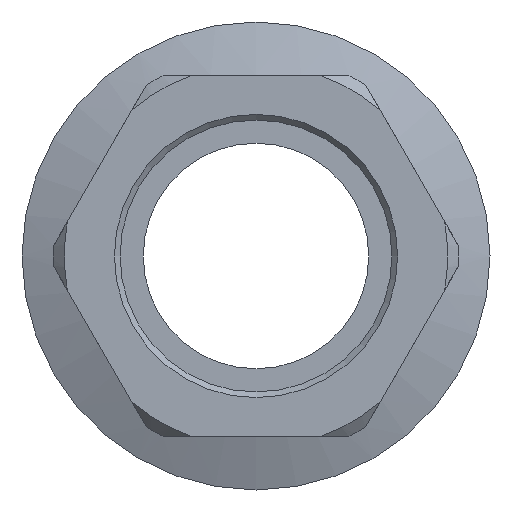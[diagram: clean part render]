
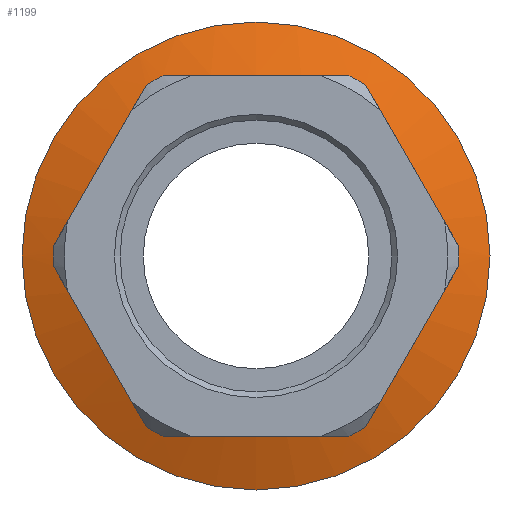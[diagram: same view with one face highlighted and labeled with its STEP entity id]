
A CAD part, front view. The second image highlights one B-rep face of the part: STEP entity #1199.
In plain terms, the highlighted conical face has half-angle 70 degrees and reference radius 20.75 mm.
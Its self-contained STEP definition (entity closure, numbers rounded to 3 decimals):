
#34=B_SPLINE_CURVE_WITH_KNOTS('',3,(#1768,#1769,#1770,#1771,#1772),
 .UNSPECIFIED.,.F.,.F.,(4,1,4),(0.,0.008,
0.016),.UNSPECIFIED.);
#36=B_SPLINE_CURVE_WITH_KNOTS('',3,(#1778,#1779,#1780,#1781,#1782),
 .UNSPECIFIED.,.F.,.F.,(4,1,4),(0.,0.008,
0.016),.UNSPECIFIED.);
#39=B_SPLINE_CURVE_WITH_KNOTS('',3,(#1792,#1793,#1794,#1795,#1796),
 .UNSPECIFIED.,.F.,.F.,(4,1,4),(0.,0.008,
0.016),.UNSPECIFIED.);
#42=B_SPLINE_CURVE_WITH_KNOTS('',3,(#1806,#1807,#1808,#1809,#1810),
 .UNSPECIFIED.,.F.,.F.,(4,1,4),(0.,0.008,
0.016),.UNSPECIFIED.);
#45=B_SPLINE_CURVE_WITH_KNOTS('',3,(#1820,#1821,#1822,#1823,#1824),
 .UNSPECIFIED.,.F.,.F.,(4,1,4),(0.,0.008,
0.016),.UNSPECIFIED.);
#48=B_SPLINE_CURVE_WITH_KNOTS('',3,(#1834,#1835,#1836,#1837,#1838),
 .UNSPECIFIED.,.F.,.F.,(4,1,4),(0.,0.008,
0.016),.UNSPECIFIED.);
#71=CONICAL_SURFACE('',#1302,20.75,1.222);
#388=ORIENTED_EDGE('',*,*,#502,.F.);
#389=ORIENTED_EDGE('',*,*,#463,.F.);
#390=ORIENTED_EDGE('',*,*,#499,.F.);
#391=ORIENTED_EDGE('',*,*,#467,.F.);
#392=ORIENTED_EDGE('',*,*,#496,.F.);
#393=ORIENTED_EDGE('',*,*,#471,.F.);
#394=ORIENTED_EDGE('',*,*,#493,.F.);
#395=ORIENTED_EDGE('',*,*,#475,.F.);
#396=ORIENTED_EDGE('',*,*,#491,.F.);
#397=ORIENTED_EDGE('',*,*,#455,.F.);
#398=ORIENTED_EDGE('',*,*,#505,.F.);
#399=ORIENTED_EDGE('',*,*,#459,.F.);
#400=ORIENTED_EDGE('',*,*,#401,.F.);
#401=EDGE_CURVE('',#521,#521,#605,.T.);
#455=EDGE_CURVE('',#563,#561,#627,.F.);
#459=EDGE_CURVE('',#567,#565,#629,.F.);
#463=EDGE_CURVE('',#571,#569,#631,.F.);
#467=EDGE_CURVE('',#575,#573,#633,.F.);
#471=EDGE_CURVE('',#579,#577,#635,.F.);
#475=EDGE_CURVE('',#583,#581,#637,.F.);
#491=EDGE_CURVE('',#561,#583,#34,.T.);
#493=EDGE_CURVE('',#581,#579,#36,.T.);
#496=EDGE_CURVE('',#577,#575,#39,.T.);
#499=EDGE_CURVE('',#573,#571,#42,.T.);
#502=EDGE_CURVE('',#569,#567,#45,.T.);
#505=EDGE_CURVE('',#565,#563,#48,.T.);
#521=VERTEX_POINT('',#1540);
#561=VERTEX_POINT('',#1681);
#563=VERTEX_POINT('',#1685);
#565=VERTEX_POINT('',#1690);
#567=VERTEX_POINT('',#1694);
#569=VERTEX_POINT('',#1699);
#571=VERTEX_POINT('',#1703);
#573=VERTEX_POINT('',#1708);
#575=VERTEX_POINT('',#1712);
#577=VERTEX_POINT('',#1717);
#579=VERTEX_POINT('',#1721);
#581=VERTEX_POINT('',#1726);
#583=VERTEX_POINT('',#1730);
#605=CIRCLE('',#1206,20.75);
#627=CIRCLE('',#1242,18.);
#629=CIRCLE('',#1245,18.);
#631=CIRCLE('',#1248,18.);
#633=CIRCLE('',#1251,18.);
#635=CIRCLE('',#1254,18.);
#637=CIRCLE('',#1257,18.);
#715=EDGE_LOOP('',(#388,#389,#390,#391,#392,#393,#394,#395,#396,#397,#398,
#399));
#716=EDGE_LOOP('',(#400));
#779=FACE_BOUND('',#715,.T.);
#780=FACE_BOUND('',#716,.T.);
#1199=ADVANCED_FACE('',(#779,#780),#71,.T.);
#1206=AXIS2_PLACEMENT_3D('',#1539,#1307,#1308);
#1242=AXIS2_PLACEMENT_3D('',#1686,#1399,#1400);
#1245=AXIS2_PLACEMENT_3D('',#1695,#1407,#1408);
#1248=AXIS2_PLACEMENT_3D('',#1704,#1415,#1416);
#1251=AXIS2_PLACEMENT_3D('',#1713,#1423,#1424);
#1254=AXIS2_PLACEMENT_3D('',#1722,#1431,#1432);
#1257=AXIS2_PLACEMENT_3D('',#1731,#1439,#1440);
#1302=AXIS2_PLACEMENT_3D('',#1911,#1535,#1536);
#1307=DIRECTION('',(0.,1.,0.));
#1308=DIRECTION('',(0.,0.,1.));
#1399=DIRECTION('',(0.,1.,0.));
#1400=DIRECTION('',(0.,0.,1.));
#1407=DIRECTION('',(0.,1.,0.));
#1408=DIRECTION('',(0.,0.,1.));
#1415=DIRECTION('',(0.,1.,0.));
#1416=DIRECTION('',(0.,0.,1.));
#1423=DIRECTION('',(0.,1.,0.));
#1424=DIRECTION('',(0.,0.,1.));
#1431=DIRECTION('',(0.,1.,0.));
#1432=DIRECTION('',(0.,0.,1.));
#1439=DIRECTION('',(0.,1.,0.));
#1440=DIRECTION('',(0.,0.,1.));
#1535=DIRECTION('',(0.,1.,0.));
#1536=DIRECTION('',(0.,0.,1.));
#1539=CARTESIAN_POINT('',(0.,-15.5,0.));
#1540=CARTESIAN_POINT('',(0.,-15.5,20.75));
#1681=CARTESIAN_POINT('',(-9.733,-16.501,15.141));
#1685=CARTESIAN_POINT('',(-8.246,-16.501,16.));
#1686=CARTESIAN_POINT('',(0.,-16.501,0.));
#1690=CARTESIAN_POINT('',(8.246,-16.501,16.));
#1694=CARTESIAN_POINT('',(9.733,-16.501,15.141));
#1695=CARTESIAN_POINT('',(0.,-16.501,0.));
#1699=CARTESIAN_POINT('',(17.98,-16.501,0.859));
#1703=CARTESIAN_POINT('',(17.98,-16.501,-0.859));
#1704=CARTESIAN_POINT('',(0.,-16.501,0.));
#1708=CARTESIAN_POINT('',(9.733,-16.501,-15.141));
#1712=CARTESIAN_POINT('',(8.246,-16.501,-16.));
#1713=CARTESIAN_POINT('',(0.,-16.501,0.));
#1717=CARTESIAN_POINT('',(-8.246,-16.501,-16.));
#1721=CARTESIAN_POINT('',(-9.733,-16.501,-15.141));
#1722=CARTESIAN_POINT('',(0.,-16.501,0.));
#1726=CARTESIAN_POINT('',(-17.98,-16.501,-0.859));
#1730=CARTESIAN_POINT('',(-17.98,-16.501,0.859));
#1731=CARTESIAN_POINT('',(0.,-16.501,0.));
#1768=CARTESIAN_POINT('',(-9.733,-16.501,15.141));
#1769=CARTESIAN_POINT('',(-11.108,-16.959,12.761));
#1770=CARTESIAN_POINT('',(-13.856,-17.498,8.));
#1771=CARTESIAN_POINT('',(-16.605,-16.959,3.239));
#1772=CARTESIAN_POINT('',(-17.98,-16.501,0.859));
#1778=CARTESIAN_POINT('',(-17.98,-16.501,-0.859));
#1779=CARTESIAN_POINT('',(-16.605,-16.959,-3.239));
#1780=CARTESIAN_POINT('',(-13.856,-17.498,-8.));
#1781=CARTESIAN_POINT('',(-11.108,-16.959,-12.761));
#1782=CARTESIAN_POINT('',(-9.733,-16.501,-15.141));
#1792=CARTESIAN_POINT('',(-8.246,-16.501,-16.));
#1793=CARTESIAN_POINT('',(-5.497,-16.959,-16.));
#1794=CARTESIAN_POINT('',(0.,-17.498,-16.));
#1795=CARTESIAN_POINT('',(5.497,-16.959,-16.));
#1796=CARTESIAN_POINT('',(8.246,-16.501,-16.));
#1806=CARTESIAN_POINT('',(9.733,-16.501,-15.141));
#1807=CARTESIAN_POINT('',(11.108,-16.959,-12.761));
#1808=CARTESIAN_POINT('',(13.856,-17.498,-8.));
#1809=CARTESIAN_POINT('',(16.605,-16.959,-3.239));
#1810=CARTESIAN_POINT('',(17.98,-16.501,-0.859));
#1820=CARTESIAN_POINT('',(17.98,-16.501,0.859));
#1821=CARTESIAN_POINT('',(16.605,-16.959,3.239));
#1822=CARTESIAN_POINT('',(13.856,-17.498,8.));
#1823=CARTESIAN_POINT('',(11.108,-16.959,12.761));
#1824=CARTESIAN_POINT('',(9.733,-16.501,15.141));
#1834=CARTESIAN_POINT('',(8.246,-16.501,16.));
#1835=CARTESIAN_POINT('',(5.497,-16.959,16.));
#1836=CARTESIAN_POINT('',(0.,-17.498,16.));
#1837=CARTESIAN_POINT('',(-5.497,-16.959,16.));
#1838=CARTESIAN_POINT('',(-8.246,-16.501,16.));
#1911=CARTESIAN_POINT('',(0.,-15.5,0.));
